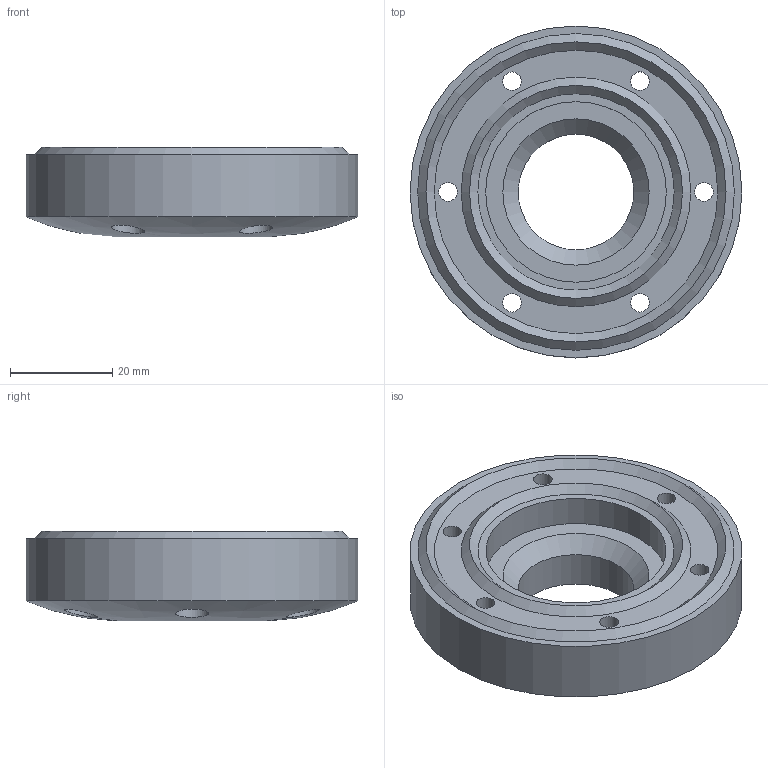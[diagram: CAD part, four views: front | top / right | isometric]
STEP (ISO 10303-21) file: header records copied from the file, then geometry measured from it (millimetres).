
FILE_DESCRIPTION(/* description */ (''),/* implementation_level */ '2;1');
FILE_NAME(/* name */ 'ENS_purge_TOP_mini_D65 v2.step',/* time_stamp */ '2021-11-11T10:42:43+01:00',/* author */ (''),/* organization */ (''),/* preprocessor_version */ 'ST-DEVELOPER v18.1',/* originating_system */ 'Autodesk Translation Framework v10.10.0.1391',/* authorisation */ '');
FILE_SCHEMA (('AUTOMOTIVE_DESIGN { 1 0 10303 214 3 1 1 }'));
Length unit declared in the file: millimetre
Products named in the file (1): ENS_purge_TOP_mini_D65
Bounding box: 64.98 x 64.98 x 17.5 mm (x, y, z)
Volume: 37574.2 mm3; surface area: 11281.4 mm2
Topology: 1 solids, 1 shells, 32 faces, 62 edges, 39 vertices
Faces by surface type: cylinder 15, plane 11, cone 5, bspline 1
Full cylindrical faces by diameter (mm): 3.628 x6, 6.498 x6, 22.65 x1, 35.36 x1, 64.98 x1
Entity records: 1049 total; most frequent: CARTESIAN_POINT 328, DIRECTION 148, ORIENTED_EDGE 122, AXIS2_PLACEMENT_3D 64, EDGE_CURVE 61, EDGE_LOOP 54, VERTEX_POINT 39, FACE_OUTER_BOUND 32
